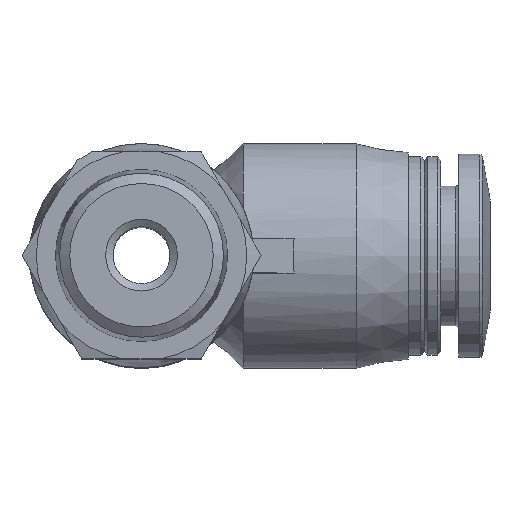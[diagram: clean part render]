
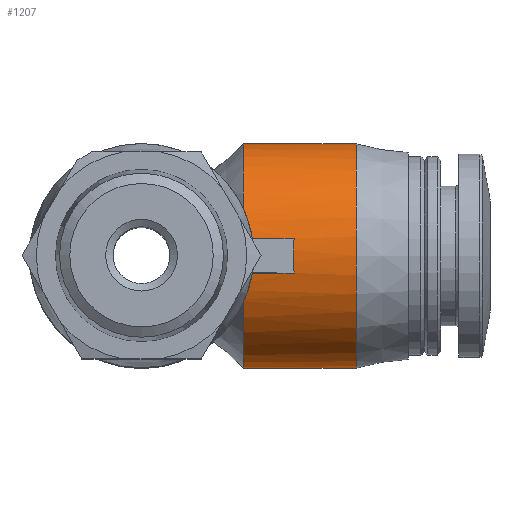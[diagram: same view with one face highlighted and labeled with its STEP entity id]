
A CAD part, top view. The second image highlights one B-rep face of the part: STEP entity #1207.
In plain terms, the highlighted cylindrical face has radius 6.5 mm (diameter 13 mm), a full revolution.
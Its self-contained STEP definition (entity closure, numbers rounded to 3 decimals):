
#88=LINE('',#1820,#123);
#90=LINE('',#1824,#125);
#94=LINE('',#1834,#129);
#96=LINE('',#1838,#131);
#123=VECTOR('',#1444,1000.);
#125=VECTOR('',#1448,1000.);
#129=VECTOR('',#1454,1000.);
#131=VECTOR('',#1458,1000.);
#159=B_SPLINE_CURVE_WITH_KNOTS('',3,(#1857,#1858,#1859,#1860),
 .UNSPECIFIED.,.F.,.F.,(4,4),(0.,0.001),
 .UNSPECIFIED.);
#162=B_SPLINE_CURVE_WITH_KNOTS('',3,(#1874,#1875,#1876,#1877),
 .UNSPECIFIED.,.F.,.F.,(4,4),(0.,0.),
 .UNSPECIFIED.);
#164=B_SPLINE_CURVE_WITH_KNOTS('',3,(#1884,#1885,#1886,#1887),
 .UNSPECIFIED.,.F.,.F.,(4,4),(0.001,0.001),
 .UNSPECIFIED.);
#167=B_SPLINE_CURVE_WITH_KNOTS('',3,(#1901,#1902,#1903,#1904),
 .UNSPECIFIED.,.F.,.F.,(4,4),(0.001,0.001),
 .UNSPECIFIED.);
#201=ELLIPSE('',#1273,9.192,6.5);
#202=ELLIPSE('',#1274,9.192,6.5);
#204=ELLIPSE('',#1276,9.192,6.5);
#205=ELLIPSE('',#1277,9.192,6.5);
#207=ELLIPSE('',#1323,9.192,6.5);
#208=ELLIPSE('',#1325,9.192,6.5);
#458=ORIENTED_EDGE('',*,*,#658,.F.);
#459=ORIENTED_EDGE('',*,*,#657,.T.);
#460=ORIENTED_EDGE('',*,*,#557,.T.);
#461=ORIENTED_EDGE('',*,*,#568,.T.);
#462=ORIENTED_EDGE('',*,*,#539,.F.);
#463=ORIENTED_EDGE('',*,*,#616,.T.);
#464=ORIENTED_EDGE('',*,*,#541,.T.);
#465=ORIENTED_EDGE('',*,*,#574,.T.);
#466=ORIENTED_EDGE('',*,*,#559,.T.);
#467=ORIENTED_EDGE('',*,*,#656,.T.);
#468=ORIENTED_EDGE('',*,*,#553,.T.);
#469=ORIENTED_EDGE('',*,*,#572,.T.);
#470=ORIENTED_EDGE('',*,*,#547,.T.);
#471=ORIENTED_EDGE('',*,*,#617,.T.);
#472=ORIENTED_EDGE('',*,*,#545,.F.);
#473=ORIENTED_EDGE('',*,*,#570,.T.);
#474=ORIENTED_EDGE('',*,*,#563,.T.);
#539=EDGE_CURVE('',#696,#697,#88,.F.);
#541=EDGE_CURVE('',#698,#699,#90,.F.);
#545=EDGE_CURVE('',#701,#703,#94,.T.);
#547=EDGE_CURVE('',#704,#705,#96,.T.);
#553=EDGE_CURVE('',#707,#709,#159,.T.);
#557=EDGE_CURVE('',#710,#712,#162,.T.);
#559=EDGE_CURVE('',#714,#713,#164,.T.);
#563=EDGE_CURVE('',#717,#716,#167,.T.);
#568=EDGE_CURVE('',#712,#697,#201,.T.);
#570=EDGE_CURVE('',#701,#717,#202,.F.);
#572=EDGE_CURVE('',#709,#704,#204,.F.);
#574=EDGE_CURVE('',#699,#714,#205,.T.);
#616=EDGE_CURVE('',#696,#698,#207,.F.);
#617=EDGE_CURVE('',#705,#703,#208,.F.);
#656=EDGE_CURVE('',#713,#707,#844,.T.);
#657=EDGE_CURVE('',#716,#710,#845,.T.);
#658=EDGE_CURVE('',#778,#778,#846,.T.);
#696=VERTEX_POINT('',#1819);
#697=VERTEX_POINT('',#1821);
#698=VERTEX_POINT('',#1825);
#699=VERTEX_POINT('',#1826);
#701=VERTEX_POINT('',#1832);
#703=VERTEX_POINT('',#1835);
#704=VERTEX_POINT('',#1839);
#705=VERTEX_POINT('',#1840);
#707=VERTEX_POINT('',#1849);
#709=VERTEX_POINT('',#1856);
#710=VERTEX_POINT('',#1866);
#712=VERTEX_POINT('',#1873);
#713=VERTEX_POINT('',#1883);
#714=VERTEX_POINT('',#1888);
#716=VERTEX_POINT('',#1900);
#717=VERTEX_POINT('',#1905);
#778=VERTEX_POINT('',#2191);
#844=CIRCLE('',#1360,6.5);
#845=CIRCLE('',#1362,6.5);
#846=CIRCLE('',#1364,6.5);
#950=EDGE_LOOP('',(#458));
#951=EDGE_LOOP('',(#459,#460,#461,#462,#463,#464,#465,#466,#467,#468,#469,
#470,#471,#472,#473,#474));
#1081=FACE_BOUND('',#950,.T.);
#1082=FACE_BOUND('',#951,.T.);
#1140=CYLINDRICAL_SURFACE('',#1363,6.5);
#1207=ADVANCED_FACE('',(#1081,#1082),#1140,.T.);
#1273=AXIS2_PLACEMENT_3D('',#1917,#1483,#1484);
#1274=AXIS2_PLACEMENT_3D('',#1919,#1486,#1487);
#1276=AXIS2_PLACEMENT_3D('',#1921,#1490,#1491);
#1277=AXIS2_PLACEMENT_3D('',#1923,#1493,#1494);
#1323=AXIS2_PLACEMENT_3D('',#2061,#1591,#1592);
#1325=AXIS2_PLACEMENT_3D('',#2063,#1595,#1596);
#1360=AXIS2_PLACEMENT_3D('',#2186,#1678,#1679);
#1362=AXIS2_PLACEMENT_3D('',#2188,#1682,#1683);
#1363=AXIS2_PLACEMENT_3D('',#2189,#1684,#1685);
#1364=AXIS2_PLACEMENT_3D('',#2190,#1686,#1687);
#1444=DIRECTION('',(1.,0.,0.));
#1448=DIRECTION('',(1.,0.,0.));
#1454=DIRECTION('',(1.,0.,0.));
#1458=DIRECTION('',(1.,0.,0.));
#1483=DIRECTION('',(0.707,0.,-0.707));
#1484=DIRECTION('',(-0.707,0.,-0.707));
#1486=DIRECTION('',(-0.707,0.,-0.707));
#1487=DIRECTION('',(0.707,0.,-0.707));
#1490=DIRECTION('',(-0.707,0.,-0.707));
#1491=DIRECTION('',(0.707,0.,-0.707));
#1493=DIRECTION('',(0.707,0.,-0.707));
#1494=DIRECTION('',(-0.707,0.,-0.707));
#1591=DIRECTION('',(-0.707,0.,-0.707));
#1592=DIRECTION('',(0.707,0.,-0.707));
#1595=DIRECTION('',(-0.707,0.,0.707));
#1596=DIRECTION('',(0.707,0.,0.707));
#1678=DIRECTION('',(1.,0.,0.));
#1679=DIRECTION('',(0.,0.,-1.));
#1682=DIRECTION('',(1.,0.,0.));
#1683=DIRECTION('',(0.,0.,-1.));
#1684=DIRECTION('',(1.,0.,0.));
#1685=DIRECTION('',(0.,0.,-1.));
#1686=DIRECTION('',(1.,0.,0.));
#1687=DIRECTION('',(0.,0.,-1.));
#1819=CARTESIAN_POINT('',(8.851,1.,6.423));
#1820=CARTESIAN_POINT('',(20.2,1.,6.423));
#1821=CARTESIAN_POINT('',(6.423,1.,6.423));
#1824=CARTESIAN_POINT('',(20.2,-1.,6.423));
#1825=CARTESIAN_POINT('',(8.851,-1.,6.423));
#1826=CARTESIAN_POINT('',(6.423,-1.,6.423));
#1832=CARTESIAN_POINT('',(6.423,1.,-6.423));
#1834=CARTESIAN_POINT('',(20.2,1.,-6.423));
#1835=CARTESIAN_POINT('',(8.851,1.,-6.423));
#1838=CARTESIAN_POINT('',(20.2,-1.,-6.423));
#1839=CARTESIAN_POINT('',(6.423,-1.,-6.423));
#1840=CARTESIAN_POINT('',(8.851,-1.,-6.423));
#1849=CARTESIAN_POINT('',(5.9,-2.388,-6.046));
#1856=CARTESIAN_POINT('',(6.2,-1.952,-6.2));
#1857=CARTESIAN_POINT('',(5.9,-2.388,-6.046));
#1858=CARTESIAN_POINT('',(6.008,-2.249,-6.101));
#1859=CARTESIAN_POINT('',(6.109,-2.103,-6.152));
#1860=CARTESIAN_POINT('',(6.2,-1.952,-6.2));
#1866=CARTESIAN_POINT('',(5.9,2.622,5.948));
#1873=CARTESIAN_POINT('',(6.,2.5,6.));
#1874=CARTESIAN_POINT('',(5.9,2.622,5.948));
#1875=CARTESIAN_POINT('',(5.934,2.582,5.965));
#1876=CARTESIAN_POINT('',(5.967,2.541,5.983));
#1877=CARTESIAN_POINT('',(6.,2.5,6.));
#1883=CARTESIAN_POINT('',(5.9,-2.622,5.948));
#1884=CARTESIAN_POINT('',(6.,-2.5,6.));
#1885=CARTESIAN_POINT('',(5.967,-2.541,5.983));
#1886=CARTESIAN_POINT('',(5.934,-2.582,5.965));
#1887=CARTESIAN_POINT('',(5.9,-2.622,5.948));
#1888=CARTESIAN_POINT('',(6.,-2.5,6.));
#1900=CARTESIAN_POINT('',(5.9,2.388,-6.046));
#1901=CARTESIAN_POINT('',(6.2,1.952,-6.2));
#1902=CARTESIAN_POINT('',(6.109,2.103,-6.152));
#1903=CARTESIAN_POINT('',(6.008,2.249,-6.101));
#1904=CARTESIAN_POINT('',(5.9,2.388,-6.046));
#1905=CARTESIAN_POINT('',(6.2,1.952,-6.2));
#1917=CARTESIAN_POINT('',(0.,0.,0.));
#1919=CARTESIAN_POINT('',(0.,0.,0.));
#1921=CARTESIAN_POINT('',(0.,0.,0.));
#1923=CARTESIAN_POINT('',(0.,0.,0.));
#2061=CARTESIAN_POINT('',(15.274,0.,0.));
#2063=CARTESIAN_POINT('',(15.274,0.,0.));
#2186=CARTESIAN_POINT('',(5.9,0.,0.));
#2188=CARTESIAN_POINT('',(5.9,0.,0.));
#2189=CARTESIAN_POINT('',(20.2,0.,0.));
#2190=CARTESIAN_POINT('',(12.45,0.,0.));
#2191=CARTESIAN_POINT('',(12.45,0.,-6.5));
